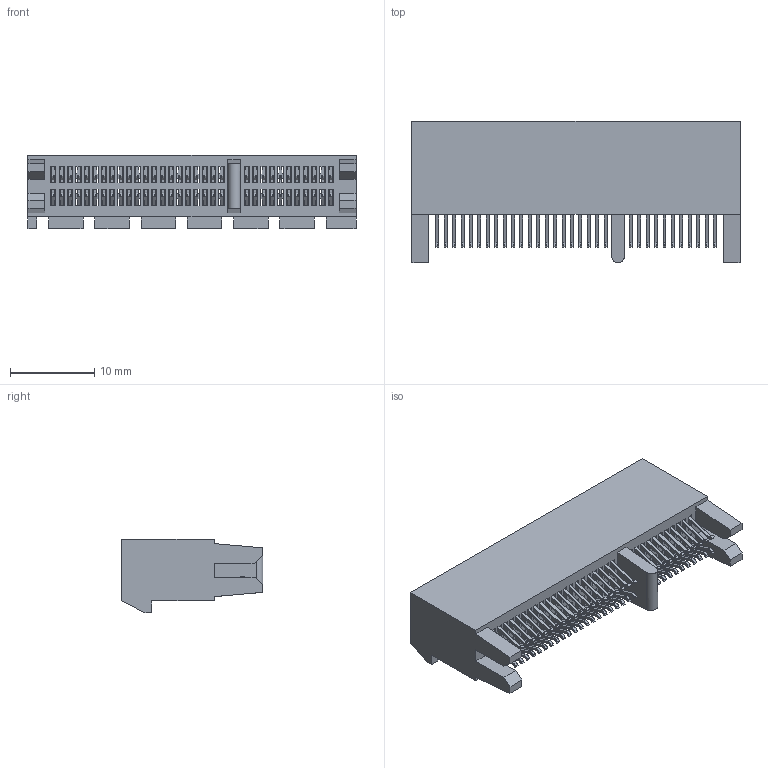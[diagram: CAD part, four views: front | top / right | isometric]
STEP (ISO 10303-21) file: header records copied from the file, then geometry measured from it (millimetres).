
FILE_DESCRIPTION(/* description */ ('STEP AP214'),/* implementation_level */ '2;1');
FILE_NAME(/* name */ 'PCIE-064-02-S-D-EMS2-BG',/* time_stamp */ '2022-10-31T21:44:20+01:00',/* author */ ('License CC BY-ND 4.0'),/* organization */ ('CADENAS'),/* preprocessor_version */ 'ST-DEVELOPER v18.102',/* originating_system */ 'PARTsolutions',/* authorisation */ ' ');
FILE_SCHEMA (('AUTOMOTIVE_DESIGN {1 0 10303 214 3 1 1}'));
Products named in the file (3): PCIE-064-02-S-D-EMS2-BG; PCIE-064-02-S-D-EMS2-BG_pins1; PCIE-064-02-S-D-EMS2-BG_body
Assembly tree (2 placements, depth 2):
  PCIE-064-02-S-D-EMS2-BG
    PCIE-064-02-S-D-EMS2-BG_pins1
    PCIE-064-02-S-D-EMS2-BG_body
Bounding box: 39 x 16.82 x 8.7 mm (x, y, z)
Volume: 2241 mm3; surface area: 6812.1 mm2
Topology: 2 solids, 2 shells, 2405 faces, 7561 edges, 5036 vertices
Faces by surface type: plane 1764, cylinder 641
Entity records: 88032 total; most frequent: ORIENTED_EDGE 15122, CARTESIAN_POINT 15005, DIRECTION 13659, EDGE_CURVE 7561, LINE 6279, VECTOR 6279, VERTEX_POINT 5036, AXIS2_PLACEMENT_3D 3690
